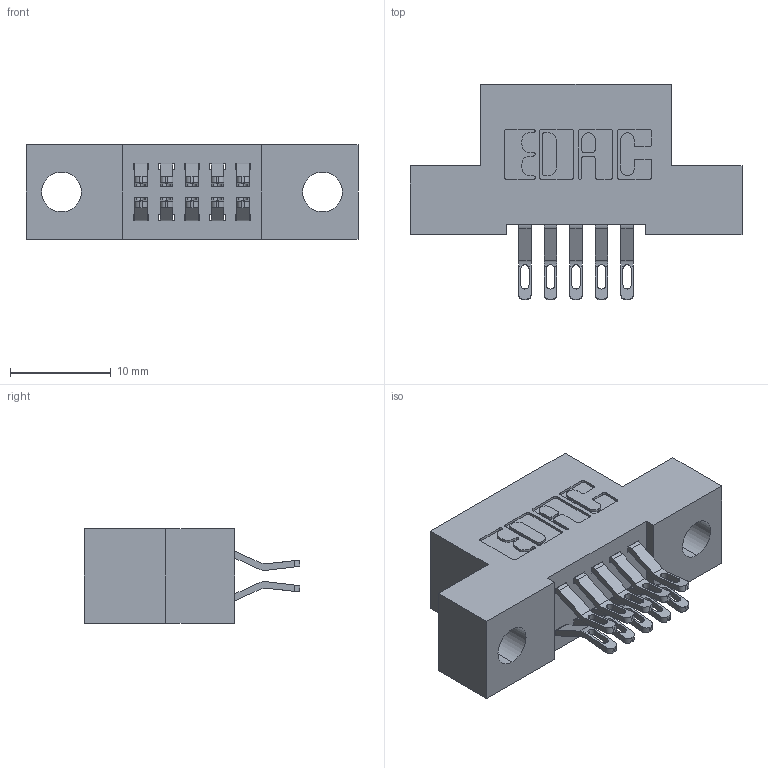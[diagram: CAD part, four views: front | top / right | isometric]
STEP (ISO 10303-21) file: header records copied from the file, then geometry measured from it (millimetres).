
FILE_DESCRIPTION (( 'STEP AP203' ), '1' );
FILE_NAME ('342-010-555-204.STEP', '2019-10-01T14:43:33', ( '' ), ( '' ), 'SwSTEP 2.0', 'SolidWorks 2016', '' );
FILE_SCHEMA (( 'CONFIG_CONTROL_DESIGN' ));
Length unit declared in the file: inch
Products named in the file (3): 342 Part_.156 TH; 345-292-001_555 Tail; 342-010-555-204
Assembly tree (11 placements, depth 2):
  342-010-555-204
    342 Part_.156 TH
    345-292-001_555 Tail  x10
Bounding box: 33.02 x 21.47 x 9.4 mm (x, y, z)
Volume: 2732.5 mm3; surface area: 3457 mm2
Topology: 11 solids, 11 shells, 690 faces, 2129 edges, 1418 vertices
Faces by surface type: plane 406, cylinder 284
Entity records: 8199 total; most frequent: CARTESIAN_POINT 1436, ORIENTED_EDGE 1342, DIRECTION 1263, EDGE_CURVE 671, VECTOR 523, LINE 523, VERTEX_POINT 446, AXIS2_PLACEMENT_3D 370
